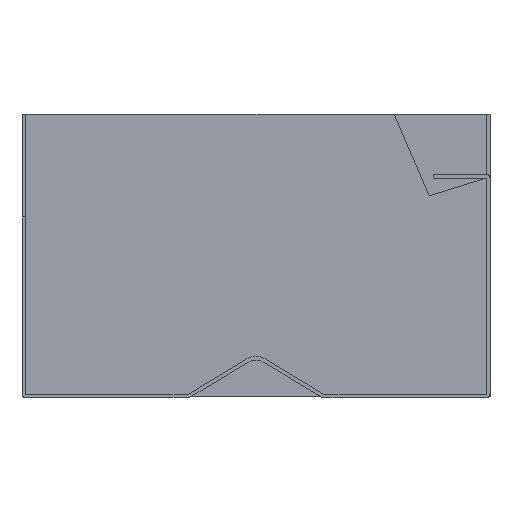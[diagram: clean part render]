
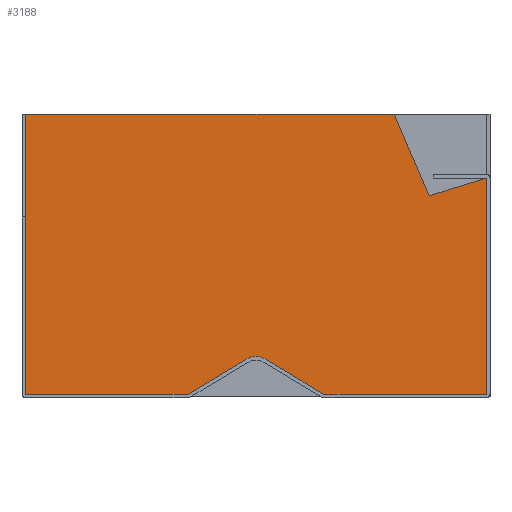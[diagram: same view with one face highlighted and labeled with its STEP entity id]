
A CAD part, front view. The second image highlights one B-rep face of the part: STEP entity #3188.
In plain terms, the highlighted planar face has unit normal (0, -1, 0).
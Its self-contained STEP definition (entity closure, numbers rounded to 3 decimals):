
#733 = CARTESIAN_POINT ( 'NONE',  ( 0., -6.3, 8. ) ) ;
#750 = EDGE_LOOP ( 'NONE', ( #17053, #21925, #20295, #15202, #18969, #14280, #3018, #2342, #2369, #6659 ) ) ;
#785 = VERTEX_POINT ( 'NONE', #17102 ) ;
#1663 = VERTEX_POINT ( 'NONE', #6167 ) ;
#2020 = LINE ( 'NONE', #17240, #18626 ) ;
#2342 = ORIENTED_EDGE ( 'NONE', *, *, #14136, .F. ) ;
#2369 = ORIENTED_EDGE ( 'NONE', *, *, #11732, .F. ) ;
#2813 = PLANE ( 'NONE',  #15021 ) ;
#2890 = LINE ( 'NONE', #18636, #8019 ) ;
#3018 = ORIENTED_EDGE ( 'NONE', *, *, #5068, .F. ) ;
#3085 = CARTESIAN_POINT ( 'NONE',  ( -0.257, -6.3, 1.096 ) ) ;
#3188 = ADVANCED_FACE ( 'NONE', ( #7139 ), #2813, .F. ) ;
#3766 = DIRECTION ( 'NONE',  ( 0., 0., 1. ) ) ;
#4108 = EDGE_CURVE ( 'NONE', #16697, #1663, #22059, .T. ) ;
#4525 = CARTESIAN_POINT ( 'NONE',  ( -6.5, -6.3, 0.1 ) ) ;
#4599 = VERTEX_POINT ( 'NONE', #20017 ) ;
#4847 = DIRECTION ( 'NONE',  ( -1., 0., 0. ) ) ;
#5068 = EDGE_CURVE ( 'NONE', #785, #17963, #19536, .T. ) ;
#5081 = VECTOR ( 'NONE', #22535, 1000. ) ;
#5273 = LINE ( 'NONE', #12263, #12644 ) ;
#5827 = DIRECTION ( 'NONE',  ( -0.857, 0., 0.514 ) ) ;
#5855 = CARTESIAN_POINT ( 'NONE',  ( -6.5, -6.3, 8. ) ) ;
#6167 = CARTESIAN_POINT ( 'NONE',  ( -1.917, -6.3, 0.1 ) ) ;
#6659 = ORIENTED_EDGE ( 'NONE', *, *, #22266, .F. ) ;
#7036 = VERTEX_POINT ( 'NONE', #5855 ) ;
#7139 = FACE_OUTER_BOUND ( 'NONE', #750, .T. ) ;
#8019 = VECTOR ( 'NONE', #16892, 1000. ) ;
#8770 = LINE ( 'NONE', #14805, #16981 ) ;
#9034 = EDGE_CURVE ( 'NONE', #17963, #4599, #2890, .T. ) ;
#9098 = VECTOR ( 'NONE', #14470, 1000. ) ;
#9664 = LINE ( 'NONE', #733, #9098 ) ;
#9759 = VECTOR ( 'NONE', #15231, 1000. ) ;
#11126 = CARTESIAN_POINT ( 'NONE',  ( 0., -6.3, 0.667 ) ) ;
#11449 = VERTEX_POINT ( 'NONE', #4525 ) ;
#11668 = DIRECTION ( 'NONE',  ( -0.857, 0., -0.514 ) ) ;
#11732 = EDGE_CURVE ( 'NONE', #22306, #21172, #5273, .T. ) ;
#12263 = CARTESIAN_POINT ( 'NONE',  ( 3.9, -6.3, 8. ) ) ;
#12576 = DIRECTION ( 'NONE',  ( 1., 0., 0. ) ) ;
#12644 = VECTOR ( 'NONE', #13973, 1000. ) ;
#12817 = AXIS2_PLACEMENT_3D ( 'NONE', #11126, #21337, #12576 ) ;
#13328 = EDGE_CURVE ( 'NONE', #16697, #19309, #15366, .T. ) ;
#13490 = CARTESIAN_POINT ( 'NONE',  ( -6.6, -6.3, 0.1 ) ) ;
#13973 = DIRECTION ( 'NONE',  ( 0.392, 0., -0.92 ) ) ;
#14054 = VECTOR ( 'NONE', #11668, 1000. ) ;
#14136 = EDGE_CURVE ( 'NONE', #21172, #785, #2020, .T. ) ;
#14140 = CARTESIAN_POINT ( 'NONE',  ( -6.5, -6.3, 8. ) ) ;
#14280 = ORIENTED_EDGE ( 'NONE', *, *, #9034, .F. ) ;
#14470 = DIRECTION ( 'NONE',  ( 1., 0., 0. ) ) ;
#14805 = CARTESIAN_POINT ( 'NONE',  ( 1.917, -6.3, 0.1 ) ) ;
#15021 = AXIS2_PLACEMENT_3D ( 'NONE', #20275, #20599, #4847 ) ;
#15202 = ORIENTED_EDGE ( 'NONE', *, *, #13328, .T. ) ;
#15203 = LINE ( 'NONE', #13490, #9759 ) ;
#15231 = DIRECTION ( 'NONE',  ( -1., 0., 0. ) ) ;
#15366 = CIRCLE ( 'NONE', #12817, 0.5 ) ;
#15368 = CARTESIAN_POINT ( 'NONE',  ( 4.88, -6.3, 5.7 ) ) ;
#15491 = CARTESIAN_POINT ( 'NONE',  ( 6.5, -6.3, 8. ) ) ;
#16248 = CARTESIAN_POINT ( 'NONE',  ( 3.9, -6.3, 8. ) ) ;
#16438 = CARTESIAN_POINT ( 'NONE',  ( 6.5, -6.3, 0.1 ) ) ;
#16697 = VERTEX_POINT ( 'NONE', #21146 ) ;
#16773 = EDGE_CURVE ( 'NONE', #4599, #19309, #8770, .T. ) ;
#16818 = CARTESIAN_POINT ( 'NONE',  ( 0.257, -6.3, 1.096 ) ) ;
#16892 = DIRECTION ( 'NONE',  ( -1., 0., 0. ) ) ;
#16981 = VECTOR ( 'NONE', #5827, 1000. ) ;
#17053 = ORIENTED_EDGE ( 'NONE', *, *, #20167, .F. ) ;
#17102 = CARTESIAN_POINT ( 'NONE',  ( 6.5, -6.3, 6.199 ) ) ;
#17240 = CARTESIAN_POINT ( 'NONE',  ( 4.88, -6.3, 5.7 ) ) ;
#17963 = VERTEX_POINT ( 'NONE', #16438 ) ;
#18399 = EDGE_CURVE ( 'NONE', #1663, #11449, #15203, .T. ) ;
#18626 = VECTOR ( 'NONE', #20981, 1000. ) ;
#18636 = CARTESIAN_POINT ( 'NONE',  ( -6.6, -6.3, 0.1 ) ) ;
#18969 = ORIENTED_EDGE ( 'NONE', *, *, #16773, .F. ) ;
#19309 = VERTEX_POINT ( 'NONE', #16818 ) ;
#19536 = LINE ( 'NONE', #15491, #5081 ) ;
#20017 = CARTESIAN_POINT ( 'NONE',  ( 1.917, -6.3, 0.1 ) ) ;
#20167 = EDGE_CURVE ( 'NONE', #11449, #7036, #21255, .T. ) ;
#20275 = CARTESIAN_POINT ( 'NONE',  ( -6.6, -6.3, 8. ) ) ;
#20295 = ORIENTED_EDGE ( 'NONE', *, *, #4108, .F. ) ;
#20599 = DIRECTION ( 'NONE',  ( 0., 1., 0. ) ) ;
#20981 = DIRECTION ( 'NONE',  ( 0.956, 0., 0.294 ) ) ;
#21146 = CARTESIAN_POINT ( 'NONE',  ( -0.257, -6.3, 1.096 ) ) ;
#21172 = VERTEX_POINT ( 'NONE', #15368 ) ;
#21255 = LINE ( 'NONE', #14140, #21562 ) ;
#21337 = DIRECTION ( 'NONE',  ( 0., 1., 0. ) ) ;
#21562 = VECTOR ( 'NONE', #3766, 1000. ) ;
#21925 = ORIENTED_EDGE ( 'NONE', *, *, #18399, .F. ) ;
#22059 = LINE ( 'NONE', #3085, #14054 ) ;
#22266 = EDGE_CURVE ( 'NONE', #7036, #22306, #9664, .T. ) ;
#22306 = VERTEX_POINT ( 'NONE', #16248 ) ;
#22535 = DIRECTION ( 'NONE',  ( 0., 0., -1. ) ) ;
